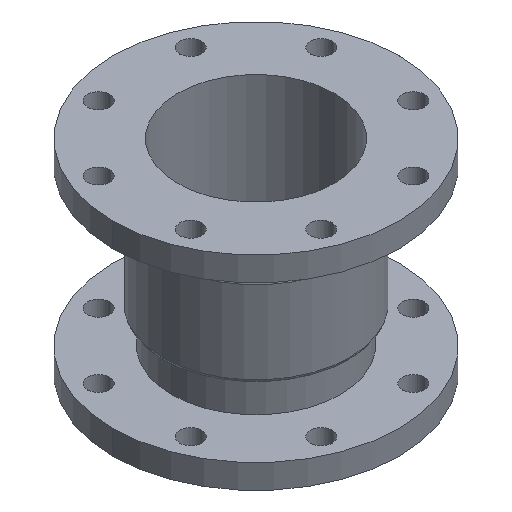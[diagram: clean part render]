
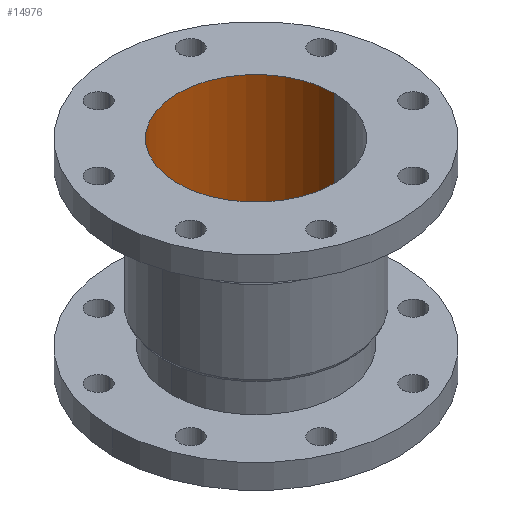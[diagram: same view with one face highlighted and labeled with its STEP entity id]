
A CAD part, isometric view. The second image highlights one B-rep face of the part: STEP entity #14976.
In plain terms, the highlighted cylindrical face has radius 77.85 mm (diameter 155.7 mm), a partial arc.
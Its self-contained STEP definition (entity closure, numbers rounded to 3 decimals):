
#518 = EDGE_CURVE ( 'NONE', #4123, #2760, #774, .T. ) ;
#774 = LINE ( 'NONE', #23682, #18190 ) ;
#1628 = ORIENTED_EDGE ( 'NONE', *, *, #28469, .T. ) ;
#2125 = ORIENTED_EDGE ( 'NONE', *, *, #11291, .T. ) ;
#2150 = ORIENTED_EDGE ( 'NONE', *, *, #518, .F. ) ;
#2760 = VERTEX_POINT ( 'NONE', #18282 ) ;
#3076 = CARTESIAN_POINT ( 'NONE',  ( -77.85, 0., -203. ) ) ;
#3140 = CARTESIAN_POINT ( 'NONE',  ( 0., 0., 0. ) ) ;
#3141 = DIRECTION ( 'NONE',  ( 0., 0., 1. ) ) ;
#3424 = CARTESIAN_POINT ( 'NONE',  ( 77.85, 0., 0. ) ) ;
#4123 = VERTEX_POINT ( 'NONE', #3076 ) ;
#4462 = CARTESIAN_POINT ( 'NONE',  ( 0., 0., -203. ) ) ;
#4757 = DIRECTION ( 'NONE',  ( 1., 0., 0. ) ) ;
#5009 = VECTOR ( 'NONE', #6359, 1000. ) ;
#6359 = DIRECTION ( 'NONE',  ( 0., 0., 1. ) ) ;
#6429 = ORIENTED_EDGE ( 'NONE', *, *, #11886, .F. ) ;
#6629 = DIRECTION ( 'NONE',  ( 0., 0., 1. ) ) ;
#7603 = DIRECTION ( 'NONE',  ( 1., 0., 0. ) ) ;
#11291 = EDGE_CURVE ( 'NONE', #16759, #19168, #15727, .T. ) ;
#11696 = AXIS2_PLACEMENT_3D ( 'NONE', #4462, #13547, #4757 ) ;
#11886 = EDGE_CURVE ( 'NONE', #16759, #4123, #19778, .T. ) ;
#13486 = CARTESIAN_POINT ( 'NONE',  ( 0., 0., 0. ) ) ;
#13547 = DIRECTION ( 'NONE',  ( 0., 0., 1. ) ) ;
#14976 = ADVANCED_FACE ( 'NONE', ( #20331 ), #26751, .F. ) ;
#15727 = LINE ( 'NONE', #19763, #5009 ) ;
#15853 = DIRECTION ( 'NONE',  ( 1., 0., 0. ) ) ;
#16759 = VERTEX_POINT ( 'NONE', #27847 ) ;
#18137 = EDGE_LOOP ( 'NONE', ( #2150, #6429, #2125, #1628 ) ) ;
#18190 = VECTOR ( 'NONE', #3141, 1000. ) ;
#18282 = CARTESIAN_POINT ( 'NONE',  ( -77.85, 0., 0. ) ) ;
#18853 = AXIS2_PLACEMENT_3D ( 'NONE', #13486, #6629, #15853 ) ;
#18997 = CIRCLE ( 'NONE', #19468, 77.85 ) ;
#19168 = VERTEX_POINT ( 'NONE', #3424 ) ;
#19468 = AXIS2_PLACEMENT_3D ( 'NONE', #3140, #21157, #7603 ) ;
#19763 = CARTESIAN_POINT ( 'NONE',  ( 77.85, 0., 0. ) ) ;
#19778 = CIRCLE ( 'NONE', #11696, 77.85 ) ;
#20331 = FACE_OUTER_BOUND ( 'NONE', #18137, .T. ) ;
#21157 = DIRECTION ( 'NONE',  ( 0., 0., 1. ) ) ;
#23682 = CARTESIAN_POINT ( 'NONE',  ( -77.85, 0., 0. ) ) ;
#26751 = CYLINDRICAL_SURFACE ( 'NONE', #18853, 77.85 ) ;
#27847 = CARTESIAN_POINT ( 'NONE',  ( 77.85, 0., -203. ) ) ;
#28469 = EDGE_CURVE ( 'NONE', #19168, #2760, #18997, .T. ) ;
